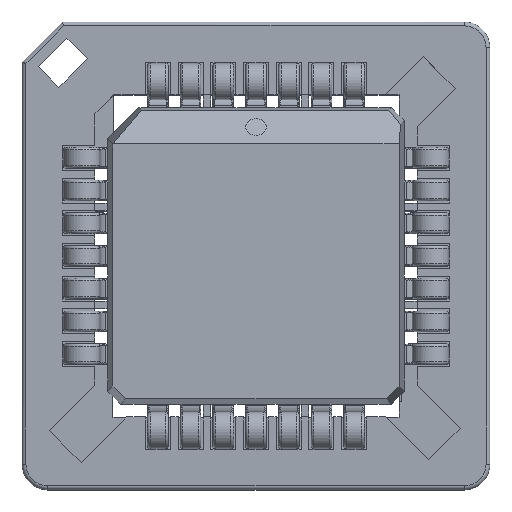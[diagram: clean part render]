
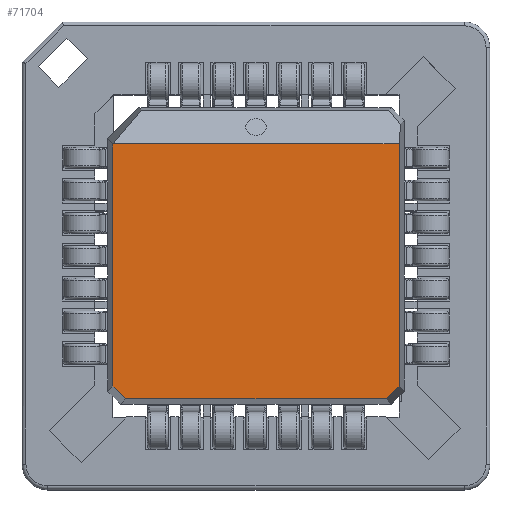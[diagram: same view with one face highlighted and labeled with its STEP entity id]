
A CAD part, top view. The second image highlights one B-rep face of the part: STEP entity #71704.
In plain terms, the highlighted planar face has unit normal (0, 0, 1).
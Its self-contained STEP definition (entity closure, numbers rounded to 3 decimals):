
#67196=CARTESIAN_POINT('',(-5.55,4.342,4.88));
#67197=VERTEX_POINT('',#67196);
#67254=CARTESIAN_POINT('',(-5.55,-5.047,4.88));
#67255=VERTEX_POINT('',#67254);
#67262=CARTESIAN_POINT('',(-5.55,-5.047,4.88));
#67263=DIRECTION('',(0.,1.,-0.));
#67264=VECTOR('',#67263,9.389);
#67265=LINE('',#67262,#67264);
#67266=EDGE_CURVE('',#67255,#67197,#67265,.T.);
#68353=CARTESIAN_POINT('',(5.55,4.35,4.88));
#68354=VERTEX_POINT('',#68353);
#68363=CARTESIAN_POINT('',(5.55,-5.047,4.88));
#68364=VERTEX_POINT('',#68363);
#68365=CARTESIAN_POINT('',(5.55,-5.047,4.88));
#68366=DIRECTION('',(0.,1.,-0.));
#68367=VECTOR('',#68366,9.397);
#68368=LINE('',#68365,#68367);
#68369=EDGE_CURVE('',#68364,#68354,#68368,.T.);
#69486=CARTESIAN_POINT('',(-5.047,-5.55,4.88));
#69487=VERTEX_POINT('',#69486);
#69544=CARTESIAN_POINT('',(5.047,-5.55,4.88));
#69545=VERTEX_POINT('',#69544);
#69552=CARTESIAN_POINT('',(5.047,-5.55,4.88));
#69553=DIRECTION('',(-1.,-0.,0.));
#69554=VECTOR('',#69553,10.093);
#69555=LINE('',#69552,#69554);
#69556=EDGE_CURVE('',#69545,#69487,#69555,.T.);
#70597=CARTESIAN_POINT('',(-5.542,4.35,4.88));
#70598=VERTEX_POINT('',#70597);
#70605=CARTESIAN_POINT('',(5.55,4.35,4.88));
#70606=DIRECTION('',(-1.,0.,0.));
#70607=VECTOR('',#70606,11.092);
#70608=LINE('',#70605,#70607);
#70609=EDGE_CURVE('',#68354,#70598,#70608,.T.);
#70643=CARTESIAN_POINT('',(-5.542,4.35,4.88));
#70644=DIRECTION('',(-0.707,-0.707,0.));
#70645=VECTOR('',#70644,0.011);
#70646=LINE('',#70643,#70645);
#70647=EDGE_CURVE('',#70598,#67197,#70646,.T.);
#71680=CARTESIAN_POINT('',(-5.75,5.75,4.88));
#71681=DIRECTION('',(0.,0.,1.));
#71682=DIRECTION('',(0.,1.,-0.));
#71683=AXIS2_PLACEMENT_3D('',#71680,#71681,#71682);
#71684=PLANE('',#71683);
#71685=ORIENTED_EDGE('',*,*,#67266,.F.);
#71686=CARTESIAN_POINT('',(-5.047,-5.55,4.88));
#71687=DIRECTION('',(-0.707,0.707,0.));
#71688=VECTOR('',#71687,0.712);
#71689=LINE('',#71686,#71688);
#71690=EDGE_CURVE('',#69487,#67255,#71689,.T.);
#71691=ORIENTED_EDGE('',*,*,#71690,.F.);
#71692=ORIENTED_EDGE('',*,*,#69556,.F.);
#71693=CARTESIAN_POINT('',(5.55,-5.047,4.88));
#71694=DIRECTION('',(-0.707,-0.707,0.));
#71695=VECTOR('',#71694,0.712);
#71696=LINE('',#71693,#71695);
#71697=EDGE_CURVE('',#68364,#69545,#71696,.T.);
#71698=ORIENTED_EDGE('',*,*,#71697,.F.);
#71699=ORIENTED_EDGE('',*,*,#68369,.T.);
#71700=ORIENTED_EDGE('',*,*,#70609,.T.);
#71701=ORIENTED_EDGE('',*,*,#70647,.T.);
#71702=EDGE_LOOP('',(#71685,#71691,#71692,#71698,#71699,#71700,#71701));
#71703=FACE_BOUND('',#71702,.T.);
#71704=ADVANCED_FACE('',(#71703),#71684,.T.);
